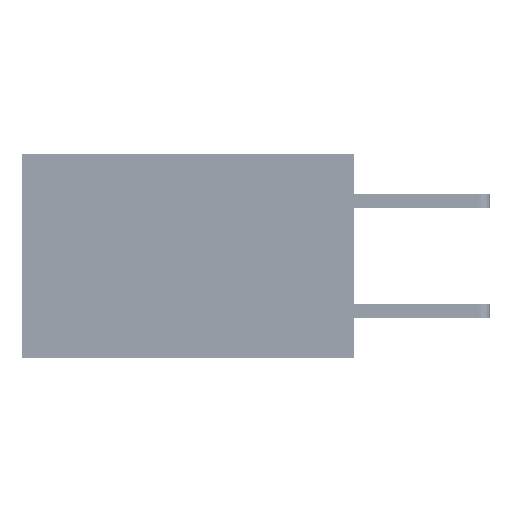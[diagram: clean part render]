
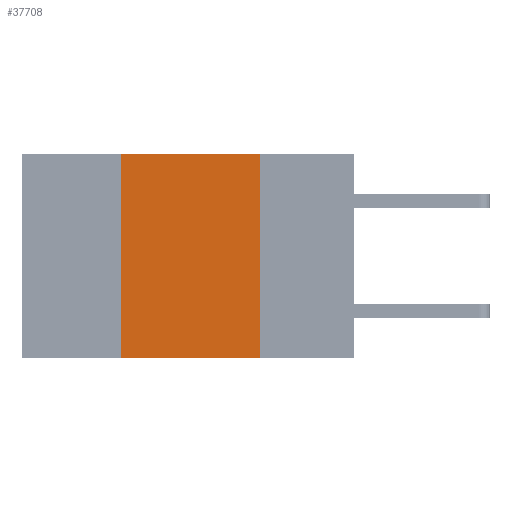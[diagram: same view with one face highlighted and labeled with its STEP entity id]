
A CAD part, left-side view. The second image highlights one B-rep face of the part: STEP entity #37708.
In plain terms, the highlighted planar face has unit normal (-1, 0, 0).
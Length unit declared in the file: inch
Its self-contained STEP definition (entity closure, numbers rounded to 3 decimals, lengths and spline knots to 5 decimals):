
#111 = CARTESIAN_POINT ( 'NONE',  ( 0., 0.17, 0. ) ) ;
#2137 = CARTESIAN_POINT ( 'NONE',  ( 0., 0.6, -0.37 ) ) ;
#2904 = ORIENTED_EDGE ( 'NONE', *, *, #44522, .F. ) ;
#5882 = LINE ( 'NONE', #2137, #38052 ) ;
#6451 = VERTEX_POINT ( 'NONE', #111 ) ;
#7102 = CARTESIAN_POINT ( 'NONE',  ( 0., 0.42, 0. ) ) ;
#8880 = CARTESIAN_POINT ( 'NONE',  ( 0., 0.17, -0.37 ) ) ;
#12060 = ORIENTED_EDGE ( 'NONE', *, *, #25600, .F. ) ;
#12725 = VERTEX_POINT ( 'NONE', #18698 ) ;
#15982 = LINE ( 'NONE', #46196, #22611 ) ;
#17222 = CARTESIAN_POINT ( 'NONE',  ( 0., 0.6, 0. ) ) ;
#18698 = CARTESIAN_POINT ( 'NONE',  ( 0., 0.42, -0.37 ) ) ;
#18821 = VERTEX_POINT ( 'NONE', #39215 ) ;
#19721 = DIRECTION ( 'NONE',  ( 0., -1., 0. ) ) ;
#20329 = EDGE_CURVE ( 'NONE', #12725, #39804, #5882, .T. ) ;
#21684 = DIRECTION ( 'NONE',  ( 0., 0., -1. ) ) ;
#21819 = DIRECTION ( 'NONE',  ( 0., 0., 1. ) ) ;
#22509 = AXIS2_PLACEMENT_3D ( 'NONE', #17222, #47676, #21684 ) ;
#22611 = VECTOR ( 'NONE', #19721, 39.37008 ) ;
#24750 = EDGE_LOOP ( 'NONE', ( #12060, #47506, #2904, #32558 ) ) ;
#24840 = DIRECTION ( 'NONE',  ( 0., -1., 0. ) ) ;
#25207 = PLANE ( 'NONE',  #22509 ) ;
#25600 = EDGE_CURVE ( 'NONE', #6451, #39804, #39461, .T. ) ;
#30982 = CARTESIAN_POINT ( 'NONE',  ( 0., 0.17, 0. ) ) ;
#31954 = FACE_OUTER_BOUND ( 'NONE', #24750, .T. ) ;
#32558 = ORIENTED_EDGE ( 'NONE', *, *, #20329, .T. ) ;
#33321 = LINE ( 'NONE', #7102, #40414 ) ;
#37708 = ADVANCED_FACE ( 'NONE', ( #31954 ), #25207, .F. ) ;
#38052 = VECTOR ( 'NONE', #24840, 39.37008 ) ;
#38880 = EDGE_CURVE ( 'NONE', #18821, #6451, #15982, .T. ) ;
#38967 = DIRECTION ( 'NONE',  ( 0., 0., -1. ) ) ;
#39215 = CARTESIAN_POINT ( 'NONE',  ( 0., 0.42, 0. ) ) ;
#39461 = LINE ( 'NONE', #30982, #44550 ) ;
#39804 = VERTEX_POINT ( 'NONE', #8880 ) ;
#40414 = VECTOR ( 'NONE', #21819, 39.37008 ) ;
#44522 = EDGE_CURVE ( 'NONE', #12725, #18821, #33321, .T. ) ;
#44550 = VECTOR ( 'NONE', #38967, 39.37008 ) ;
#46196 = CARTESIAN_POINT ( 'NONE',  ( 0., 0.6, 0. ) ) ;
#47506 = ORIENTED_EDGE ( 'NONE', *, *, #38880, .F. ) ;
#47676 = DIRECTION ( 'NONE',  ( 1., 0., 0. ) ) ;
